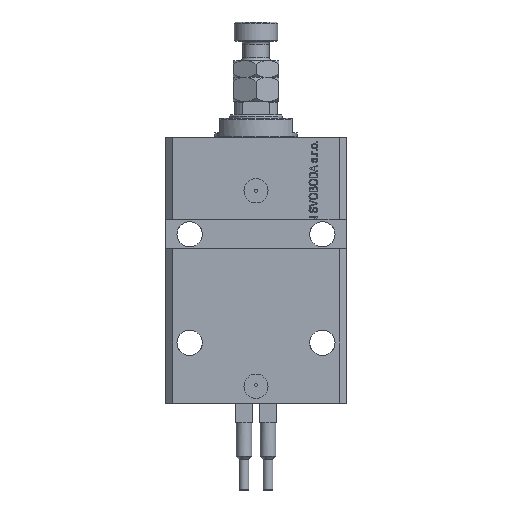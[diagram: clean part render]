
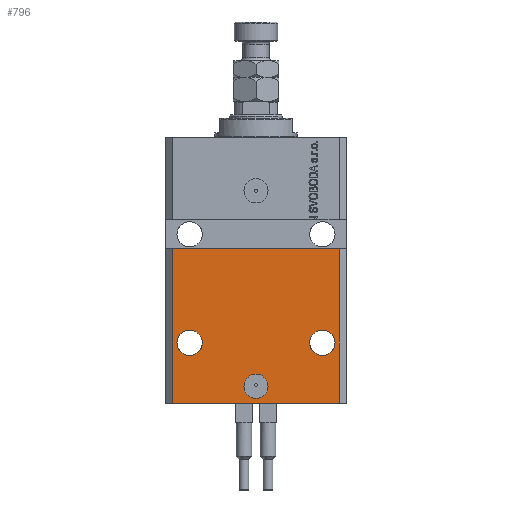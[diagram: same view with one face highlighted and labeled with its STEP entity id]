
A CAD part, front view. The second image highlights one B-rep face of the part: STEP entity #796.
In plain terms, the highlighted planar face has unit normal (0, -1, 0).
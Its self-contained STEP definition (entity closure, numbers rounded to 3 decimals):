
#3 = CARTESIAN_POINT ( 'NONE',  ( 27.5, -27.5, -85. ) ) ;
#543 = EDGE_CURVE ( 'NONE', #36528, #15616, #25560, .T. ) ;
#685 = DIRECTION ( 'NONE',  ( 0., -1., 0. ) ) ;
#796 = ADVANCED_FACE ( 'NONE', ( #16784, #4705, #35704, #5205 ), #35200, .T. ) ;
#1203 = CARTESIAN_POINT ( 'NONE',  ( 5., -27.5, -103. ) ) ;
#2401 = VECTOR ( 'NONE', #10194, 1000. ) ;
#2907 = CIRCLE ( 'NONE', #39931, 5. ) ;
#3186 = CARTESIAN_POINT ( 'NONE',  ( -34.5, -27.5, -46. ) ) ;
#3748 = EDGE_CURVE ( 'NONE', #40905, #46145, #44723, .T. ) ;
#4055 = CIRCLE ( 'NONE', #28215, 5.25 ) ;
#4451 = EDGE_CURVE ( 'NONE', #40905, #18481, #28638, .T. ) ;
#4514 = CARTESIAN_POINT ( 'NONE',  ( 0., -27.5, -103. ) ) ;
#4705 = FACE_BOUND ( 'NONE', #12828, .T. ) ;
#5205 = FACE_OUTER_BOUND ( 'NONE', #42933, .T. ) ;
#5341 = ORIENTED_EDGE ( 'NONE', *, *, #12091, .F. ) ;
#5740 = VECTOR ( 'NONE', #12140, 1000. ) ;
#6354 = EDGE_CURVE ( 'NONE', #18481, #40453, #15508, .T. ) ;
#6621 = ORIENTED_EDGE ( 'NONE', *, *, #21435, .F. ) ;
#7393 = CIRCLE ( 'NONE', #21854, 5.25 ) ;
#7678 = CARTESIAN_POINT ( 'NONE',  ( 32.75, -27.5, -85. ) ) ;
#8124 = CARTESIAN_POINT ( 'NONE',  ( 34.5, -27.5, -46. ) ) ;
#8486 = CARTESIAN_POINT ( 'NONE',  ( -34.5, -27.5, -110. ) ) ;
#9123 = CARTESIAN_POINT ( 'NONE',  ( -37.5, -27.5, -46. ) ) ;
#9410 = CARTESIAN_POINT ( 'NONE',  ( -22.25, -27.5, -85. ) ) ;
#10051 = DIRECTION ( 'NONE',  ( 0., -1., 0. ) ) ;
#10194 = DIRECTION ( 'NONE',  ( 0., 0., 1. ) ) ;
#11111 = AXIS2_PLACEMENT_3D ( 'NONE', #8486, #685, #47282 ) ;
#11163 = AXIS2_PLACEMENT_3D ( 'NONE', #4514, #15593, #20365 ) ;
#12091 = EDGE_CURVE ( 'NONE', #14567, #35880, #7393, .T. ) ;
#12140 = DIRECTION ( 'NONE',  ( 1., 0., 0. ) ) ;
#12828 = EDGE_LOOP ( 'NONE', ( #40562, #21437 ) ) ;
#13355 = EDGE_CURVE ( 'NONE', #35880, #14567, #29971, .T. ) ;
#14074 = DIRECTION ( 'NONE',  ( -1., 0., 0. ) ) ;
#14567 = VERTEX_POINT ( 'NONE', #20842 ) ;
#14842 = DIRECTION ( 'NONE',  ( 1., 0., 0. ) ) ;
#15508 = LINE ( 'NONE', #19039, #26588 ) ;
#15593 = DIRECTION ( 'NONE',  ( 0., -1., 0. ) ) ;
#15616 = VERTEX_POINT ( 'NONE', #17477 ) ;
#15810 = DIRECTION ( 'NONE',  ( 0., -1., 0. ) ) ;
#16784 = FACE_BOUND ( 'NONE', #18286, .T. ) ;
#17014 = EDGE_LOOP ( 'NONE', ( #18830, #5341 ) ) ;
#17477 = CARTESIAN_POINT ( 'NONE',  ( 22.25, -27.5, -85. ) ) ;
#17632 = ORIENTED_EDGE ( 'NONE', *, *, #6354, .T. ) ;
#18286 = EDGE_LOOP ( 'NONE', ( #6621, #22653 ) ) ;
#18448 = DIRECTION ( 'NONE',  ( 0., -1., 0. ) ) ;
#18481 = VERTEX_POINT ( 'NONE', #37039 ) ;
#18830 = ORIENTED_EDGE ( 'NONE', *, *, #13355, .F. ) ;
#19039 = CARTESIAN_POINT ( 'NONE',  ( 34.5, -27.5, -110. ) ) ;
#20365 = DIRECTION ( 'NONE',  ( 1., 0., 0. ) ) ;
#20842 = CARTESIAN_POINT ( 'NONE',  ( -32.75, -27.5, -85. ) ) ;
#21435 = EDGE_CURVE ( 'NONE', #45169, #27445, #2907, .T. ) ;
#21437 = ORIENTED_EDGE ( 'NONE', *, *, #35086, .F. ) ;
#21847 = ORIENTED_EDGE ( 'NONE', *, *, #3748, .F. ) ;
#21854 = AXIS2_PLACEMENT_3D ( 'NONE', #41637, #18448, #41392 ) ;
#22653 = ORIENTED_EDGE ( 'NONE', *, *, #31912, .F. ) ;
#23672 = CARTESIAN_POINT ( 'NONE',  ( 27.5, -27.5, -85. ) ) ;
#24248 = LINE ( 'NONE', #9123, #5740 ) ;
#24424 = DIRECTION ( 'NONE',  ( 1., 0., 0. ) ) ;
#25560 = CIRCLE ( 'NONE', #27183, 5.25 ) ;
#25713 = CARTESIAN_POINT ( 'NONE',  ( -5., -27.5, -103. ) ) ;
#26467 = CIRCLE ( 'NONE', #11163, 5. ) ;
#26588 = VECTOR ( 'NONE', #49798, 1000. ) ;
#27183 = AXIS2_PLACEMENT_3D ( 'NONE', #23672, #47350, #24424 ) ;
#27445 = VERTEX_POINT ( 'NONE', #25713 ) ;
#28215 = AXIS2_PLACEMENT_3D ( 'NONE', #3, #49633, #14842 ) ;
#28638 = LINE ( 'NONE', #40708, #32951 ) ;
#29228 = CARTESIAN_POINT ( 'NONE',  ( -27.5, -27.5, -85. ) ) ;
#29971 = CIRCLE ( 'NONE', #36418, 5.25 ) ;
#30715 = CARTESIAN_POINT ( 'NONE',  ( 0., -27.5, -103. ) ) ;
#31912 = EDGE_CURVE ( 'NONE', #27445, #45169, #26467, .T. ) ;
#32399 = CARTESIAN_POINT ( 'NONE',  ( -34.5, -27.5, -110. ) ) ;
#32613 = ORIENTED_EDGE ( 'NONE', *, *, #40512, .F. ) ;
#32951 = VECTOR ( 'NONE', #36678, 1000. ) ;
#35086 = EDGE_CURVE ( 'NONE', #15616, #36528, #4055, .T. ) ;
#35200 = PLANE ( 'NONE',  #11111 ) ;
#35219 = CARTESIAN_POINT ( 'NONE',  ( -34.5, -27.5, -110. ) ) ;
#35704 = FACE_BOUND ( 'NONE', #17014, .T. ) ;
#35880 = VERTEX_POINT ( 'NONE', #9410 ) ;
#36418 = AXIS2_PLACEMENT_3D ( 'NONE', #29228, #10051, #14074 ) ;
#36528 = VERTEX_POINT ( 'NONE', #7678 ) ;
#36678 = DIRECTION ( 'NONE',  ( 1., 0., 0. ) ) ;
#37039 = CARTESIAN_POINT ( 'NONE',  ( 34.5, -27.5, -110. ) ) ;
#39931 = AXIS2_PLACEMENT_3D ( 'NONE', #30715, #15810, #42787 ) ;
#40453 = VERTEX_POINT ( 'NONE', #8124 ) ;
#40512 = EDGE_CURVE ( 'NONE', #46145, #40453, #24248, .T. ) ;
#40562 = ORIENTED_EDGE ( 'NONE', *, *, #543, .F. ) ;
#40708 = CARTESIAN_POINT ( 'NONE',  ( -34.5, -27.5, -110. ) ) ;
#40905 = VERTEX_POINT ( 'NONE', #35219 ) ;
#41210 = ORIENTED_EDGE ( 'NONE', *, *, #4451, .T. ) ;
#41392 = DIRECTION ( 'NONE',  ( -1., 0., 0. ) ) ;
#41637 = CARTESIAN_POINT ( 'NONE',  ( -27.5, -27.5, -85. ) ) ;
#42787 = DIRECTION ( 'NONE',  ( 1., 0., 0. ) ) ;
#42933 = EDGE_LOOP ( 'NONE', ( #32613, #21847, #41210, #17632 ) ) ;
#44723 = LINE ( 'NONE', #32399, #2401 ) ;
#45169 = VERTEX_POINT ( 'NONE', #1203 ) ;
#46145 = VERTEX_POINT ( 'NONE', #3186 ) ;
#47282 = DIRECTION ( 'NONE',  ( 0., 0., -1. ) ) ;
#47350 = DIRECTION ( 'NONE',  ( 0., -1., 0. ) ) ;
#49633 = DIRECTION ( 'NONE',  ( 0., -1., 0. ) ) ;
#49798 = DIRECTION ( 'NONE',  ( 0., 0., 1. ) ) ;
